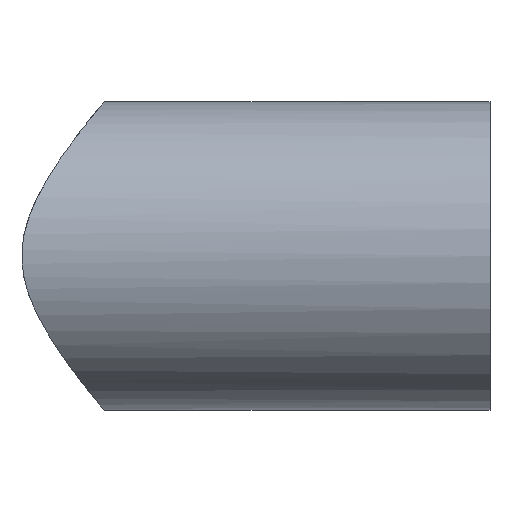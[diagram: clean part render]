
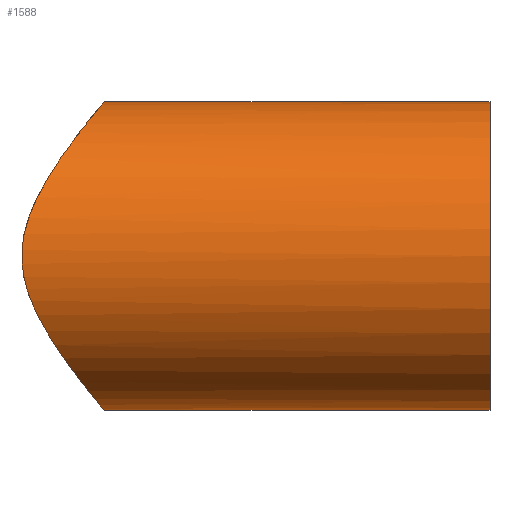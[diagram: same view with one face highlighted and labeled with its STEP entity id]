
A CAD part, front view. The second image highlights one B-rep face of the part: STEP entity #1588.
In plain terms, the highlighted cylindrical face has radius 14 mm (diameter 28 mm), a partial arc.
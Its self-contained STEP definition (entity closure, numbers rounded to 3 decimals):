
#4 = CARTESIAN_POINT ( 'NONE',  ( -27.87, -13.484, -3.793 ) ) ;
#9 = CARTESIAN_POINT ( 'NONE',  ( -7.627, 0., 14. ) ) ;
#12 = CARTESIAN_POINT ( 'NONE',  ( -23.537, -8.725, -10.985 ) ) ;
#21 = CARTESIAN_POINT ( 'NONE',  ( -28.601, -14., 0.479 ) ) ;
#31 = CARTESIAN_POINT ( 'NONE',  ( -22.403, -6.447, 12.436 ) ) ;
#39 = CARTESIAN_POINT ( 'NONE',  ( -25.329, -11.153, -8.506 ) ) ;
#54 = ORIENTED_EDGE ( 'NONE', *, *, #1258, .T. ) ;
#70 = LINE ( 'NONE', #195, #1548 ) ;
#108 = VERTEX_POINT ( 'NONE', #948 ) ;
#128 = ORIENTED_EDGE ( 'NONE', *, *, #396, .T. ) ;
#136 = CARTESIAN_POINT ( 'NONE',  ( -21.459, -3.362, -13.599 ) ) ;
#144 = CARTESIAN_POINT ( 'NONE',  ( -21.127, 0., 14. ) ) ;
#151 = CARTESIAN_POINT ( 'NONE',  ( -25.333, -11.143, 8.486 ) ) ;
#160 = CARTESIAN_POINT ( 'NONE',  ( -22.238, -6.035, 12.641 ) ) ;
#169 = CARTESIAN_POINT ( 'NONE',  ( -28.031, -13.602, -3.346 ) ) ;
#195 = CARTESIAN_POINT ( 'NONE',  ( -37.977, 0., -14. ) ) ;
#212 = LINE ( 'NONE', #951, #813 ) ;
#225 = ORIENTED_EDGE ( 'NONE', *, *, #1126, .T. ) ;
#226 = LINE ( 'NONE', #362, #1438 ) ;
#241 = VERTEX_POINT ( 'NONE', #453 ) ;
#262 = CYLINDRICAL_SURFACE ( 'NONE', #650, 14. ) ;
#265 = CARTESIAN_POINT ( 'NONE',  ( -21.799, -4.736, -13.183 ) ) ;
#272 = CARTESIAN_POINT ( 'NONE',  ( -21.213, -1.955, 13.896 ) ) ;
#290 = CARTESIAN_POINT ( 'NONE',  ( -27.317, -13.053, 5.082 ) ) ;
#321 = DIRECTION ( 'NONE',  ( -1., 0., 0. ) ) ;
#337 = AXIS2_PLACEMENT_3D ( 'NONE', #457, #321, #1104 ) ;
#353 = EDGE_LOOP ( 'NONE', ( #546, #225, #840, #54, #398, #128 ) ) ;
#362 = CARTESIAN_POINT ( 'NONE',  ( -37.977, 0., 14. ) ) ;
#396 = EDGE_CURVE ( 'NONE', #241, #108, #1452, .T. ) ;
#398 = ORIENTED_EDGE ( 'NONE', *, *, #908, .T. ) ;
#399 = CARTESIAN_POINT ( 'NONE',  ( -27.514, -13.21, 4.659 ) ) ;
#407 = CARTESIAN_POINT ( 'NONE',  ( -26.694, -12.527, -6.314 ) ) ;
#426 = CARTESIAN_POINT ( 'NONE',  ( -28.561, -13.974, -0.981 ) ) ;
#453 = CARTESIAN_POINT ( 'NONE',  ( -21.127, 0., 14. ) ) ;
#457 = CARTESIAN_POINT ( 'NONE',  ( 13.873, 0., 0. ) ) ;
#525 = CARTESIAN_POINT ( 'NONE',  ( -22.758, -7.245, 11.988 ) ) ;
#528 = CARTESIAN_POINT ( 'NONE',  ( 13.873, 0., -14. ) ) ;
#541 = CARTESIAN_POINT ( 'NONE',  ( -28.301, -13.796, -2.428 ) ) ;
#546 = ORIENTED_EDGE ( 'NONE', *, *, #1086, .F. ) ;
#554 = CARTESIAN_POINT ( 'NONE',  ( -21.563, -3.836, 13.473 ) ) ;
#559 = CARTESIAN_POINT ( 'NONE',  ( -27.874, -13.487, 3.783 ) ) ;
#575 = CARTESIAN_POINT ( 'NONE',  ( -7.627, 0., -14. ) ) ;
#622 = CARTESIAN_POINT ( 'NONE',  ( -37.977, 0., 14. ) ) ;
#639 = FACE_OUTER_BOUND ( 'NONE', #353, .T. ) ;
#644 = CARTESIAN_POINT ( 'NONE',  ( -21.127, -0.98, -14. ) ) ;
#647 = CARTESIAN_POINT ( 'NONE',  ( -37.977, 0., 0. ) ) ;
#650 = AXIS2_PLACEMENT_3D ( 'NONE', #647, #1394, #1552 ) ;
#653 = CARTESIAN_POINT ( 'NONE',  ( -28.411, -13.872, -1.954 ) ) ;
#661 = CARTESIAN_POINT ( 'NONE',  ( -21.938, -5.184, 13.013 ) ) ;
#671 = CARTESIAN_POINT ( 'NONE',  ( -28.414, -13.874, 1.94 ) ) ;
#678 = VECTOR ( 'NONE', #1001, 1000. ) ;
#679 = CARTESIAN_POINT ( 'NONE',  ( -27.511, -13.208, -4.665 ) ) ;
#740 = LINE ( 'NONE', #622, #678 ) ;
#754 = VERTEX_POINT ( 'NONE', #1074 ) ;
#771 = CARTESIAN_POINT ( 'NONE',  ( -24.859, -10.603, -9.183 ) ) ;
#789 = CARTESIAN_POINT ( 'NONE',  ( -21.46, -3.368, 13.597 ) ) ;
#796 = CARTESIAN_POINT ( 'NONE',  ( -26.7, -12.532, 6.303 ) ) ;
#813 = VECTOR ( 'NONE', #1103, 1000. ) ;
#818 = VERTEX_POINT ( 'NONE', #575 ) ;
#822 = DIRECTION ( 'NONE',  ( -1., 0., 0. ) ) ;
#840 = ORIENTED_EDGE ( 'NONE', *, *, #845, .T. ) ;
#845 = EDGE_CURVE ( 'NONE', #1335, #754, #1347, .T. ) ;
#905 = CARTESIAN_POINT ( 'NONE',  ( -22.945, -7.624, -11.75 ) ) ;
#908 = EDGE_CURVE ( 'NONE', #1582, #241, #740, .T. ) ;
#920 = CARTESIAN_POINT ( 'NONE',  ( -21.935, -5.175, -13.017 ) ) ;
#929 = CARTESIAN_POINT ( 'NONE',  ( -23.972, -9.399, 10.412 ) ) ;
#936 = CARTESIAN_POINT ( 'NONE',  ( -28.304, -13.798, 2.414 ) ) ;
#948 = CARTESIAN_POINT ( 'NONE',  ( -21.127, 0., -14. ) ) ;
#951 = CARTESIAN_POINT ( 'NONE',  ( -37.977, 0., -14. ) ) ;
#1001 = DIRECTION ( 'NONE',  ( -1., 0., 0. ) ) ;
#1047 = CARTESIAN_POINT ( 'NONE',  ( -25.565, -11.401, 8.137 ) ) ;
#1057 = CARTESIAN_POINT ( 'NONE',  ( -21.127, 0., -14. ) ) ;
#1068 = CARTESIAN_POINT ( 'NONE',  ( -28.563, -13.975, 0.966 ) ) ;
#1074 = CARTESIAN_POINT ( 'NONE',  ( 13.873, 0., 14. ) ) ;
#1076 = CARTESIAN_POINT ( 'NONE',  ( -23.965, -9.39, -10.42 ) ) ;
#1086 = EDGE_CURVE ( 'NONE', #818, #108, #70, .T. ) ;
#1103 = DIRECTION ( 'NONE',  ( 1., 0., 0. ) ) ;
#1104 = DIRECTION ( 'NONE',  ( 0., 0., 1. ) ) ;
#1126 = EDGE_CURVE ( 'NONE', #818, #1335, #212, .T. ) ;
#1165 = CARTESIAN_POINT ( 'NONE',  ( -21.212, -1.943, -13.898 ) ) ;
#1175 = CARTESIAN_POINT ( 'NONE',  ( -27.313, -13.049, -5.09 ) ) ;
#1184 = CARTESIAN_POINT ( 'NONE',  ( -23.543, -8.734, 10.978 ) ) ;
#1193 = CARTESIAN_POINT ( 'NONE',  ( -26.252, -12.119, 7.061 ) ) ;
#1204 = CARTESIAN_POINT ( 'NONE',  ( -26.245, -12.113, -7.073 ) ) ;
#1258 = EDGE_CURVE ( 'NONE', #754, #1582, #226, .T. ) ;
#1290 = CARTESIAN_POINT ( 'NONE',  ( -22.234, -6.025, -12.646 ) ) ;
#1297 = CARTESIAN_POINT ( 'NONE',  ( -21.802, -4.745, 13.18 ) ) ;
#1307 = CARTESIAN_POINT ( 'NONE',  ( -22.949, -7.632, 11.745 ) ) ;
#1335 = VERTEX_POINT ( 'NONE', #528 ) ;
#1347 = CIRCLE ( 'NONE', #337, 14. ) ;
#1394 = DIRECTION ( 'NONE',  ( -1., 0., 0. ) ) ;
#1417 = CARTESIAN_POINT ( 'NONE',  ( -22.399, -6.438, -12.441 ) ) ;
#1434 = CARTESIAN_POINT ( 'NONE',  ( -21.562, -3.832, -13.474 ) ) ;
#1438 = VECTOR ( 'NONE', #1509, 1000. ) ;
#1444 = CARTESIAN_POINT ( 'NONE',  ( -24.642, -10.308, 9.483 ) ) ;
#1452 = B_SPLINE_CURVE_WITH_KNOTS ( 'NONE', 3,
 ( #144, #1555, #272, #789, #554, #1297, #661, #160, #31, #525, #1307, #1184, #929, #1444, #1587, #151, #1047, #1193, #796, #290, #399, #559, #1579, #936, #671, #1068, #21, #1453, #426, #653, #541, #169, #4, #679, #1175, #407, #1204, #39, #771, #1076, #12, #905, #1563, #1417, #1290, #920, #265, #1434, #136, #1165, #644, #1057 ),
 .UNSPECIFIED., .F., .F.,
 ( 4, 2, 2, 2, 2, 2, 2, 2, 2, 2, 2, 2, 2, 2, 2, 2, 2, 2, 2, 2, 2, 2, 2, 2, 2, 4 ),
 ( 0., 0.003, 0.004, 0.006, 0.007, 0.009, 0.012, 0.013, 0.015, 0.018, 0.019, 0.02, 0.022, 0.023, 0.025, 0.026, 0.028, 0.029, 0.032, 0.035, 0.038, 0.039, 0.041, 0.042, 0.044, 0.047 ),
 .UNSPECIFIED. ) ;
#1453 = CARTESIAN_POINT ( 'NONE',  ( -28.6, -14., -0.494 ) ) ;
#1509 = DIRECTION ( 'NONE',  ( -1., 0., 0. ) ) ;
#1548 = VECTOR ( 'NONE', #822, 1000. ) ;
#1552 = DIRECTION ( 'NONE',  ( 0., 0., 1. ) ) ;
#1555 = CARTESIAN_POINT ( 'NONE',  ( -21.127, -0.99, 14. ) ) ;
#1563 = CARTESIAN_POINT ( 'NONE',  ( -22.754, -7.238, -11.993 ) ) ;
#1579 = CARTESIAN_POINT ( 'NONE',  ( -28.035, -13.605, 3.335 ) ) ;
#1582 = VERTEX_POINT ( 'NONE', #9 ) ;
#1587 = CARTESIAN_POINT ( 'NONE',  ( -24.871, -10.596, 9.16 ) ) ;
#1588 = ADVANCED_FACE ( 'NONE', ( #639 ), #262, .T. ) ;
